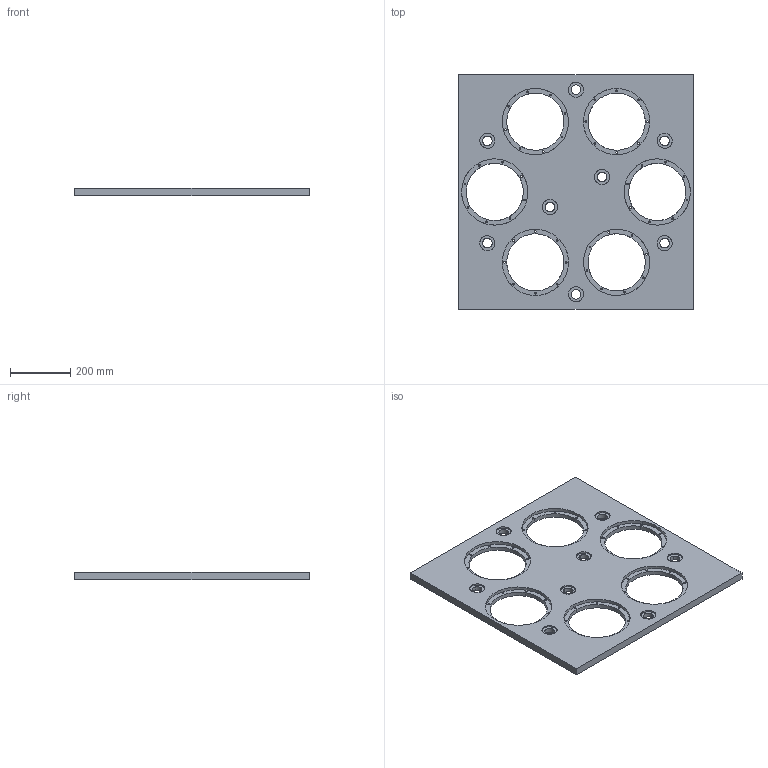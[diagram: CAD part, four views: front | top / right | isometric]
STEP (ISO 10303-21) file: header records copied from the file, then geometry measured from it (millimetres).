
FILE_DESCRIPTION (( 'STEP AP203' ), '1' );
FILE_NAME ('680-02 placa base soporte camisas pote.STEP', '2021-07-16T00:32:40', ( '' ), ( '' ), 'SwSTEP 2.0', 'SolidWorks 2018', '' );
FILE_SCHEMA (( 'CONFIG_CONTROL_DESIGN' ));
Length unit declared in the file: millimetre
Products named in the file (1): 680-02 placa base soporte camisas pote
Bounding box: 780 x 780 x 25 mm (x, y, z)
Volume: 10038620.3 mm3; surface area: 1071488.3 mm2
Topology: 1 solids, 1 shells, 196 faces, 1236 edges, 1064 vertices
Faces by surface type: bspline 196
Entity records: 22697 total; most frequent: CARTESIAN_POINT 15761, ORIENTED_EDGE 2472, EDGE_CURVE 1236, B_SPLINE_CURVE_WITH_KNOTS 1172, VERTEX_POINT 1064, EDGE_LOOP 342, ADVANCED_FACE 196, FACE_OUTER_BOUND 196
